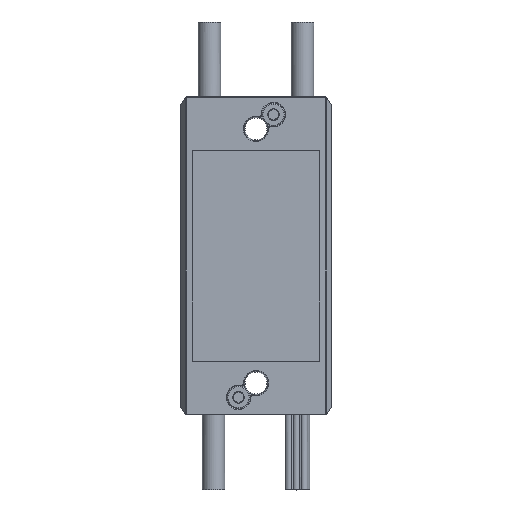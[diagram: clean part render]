
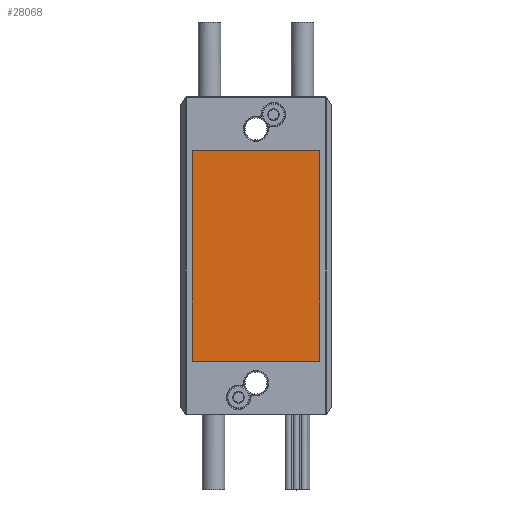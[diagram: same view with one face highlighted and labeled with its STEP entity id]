
A CAD part, front view. The second image highlights one B-rep face of the part: STEP entity #28068.
In plain terms, the highlighted planar face has unit normal (0, -1, 0).
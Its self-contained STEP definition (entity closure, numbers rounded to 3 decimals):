
#3798=LINE('',#54930,#5786);
#3799=LINE('',#54932,#5787);
#3800=LINE('',#54934,#5788);
#3801=LINE('',#54935,#5789);
#5786=VECTOR('',#37272,1000.);
#5787=VECTOR('',#37273,1000.);
#5788=VECTOR('',#37274,1000.);
#5789=VECTOR('',#37275,1000.);
#9490=FACE_OUTER_BOUND('',#11136,.T.);
#11136=EDGE_LOOP('',(#24775,#24776,#24777,#24778));
#14038=VERTEX_POINT('',#54928);
#14039=VERTEX_POINT('',#54929);
#14040=VERTEX_POINT('',#54931);
#14041=VERTEX_POINT('',#54933);
#17723=EDGE_CURVE('',#14038,#14039,#3798,.T.);
#17724=EDGE_CURVE('',#14039,#14040,#3799,.T.);
#17725=EDGE_CURVE('',#14040,#14041,#3800,.T.);
#17726=EDGE_CURVE('',#14041,#14038,#3801,.T.);
#24775=ORIENTED_EDGE('',*,*,#17723,.T.);
#24776=ORIENTED_EDGE('',*,*,#17724,.T.);
#24777=ORIENTED_EDGE('',*,*,#17725,.T.);
#24778=ORIENTED_EDGE('',*,*,#17726,.T.);
#26633=PLANE('',#30621);
#28068=ADVANCED_FACE('',(#9490),#26633,.T.);
#30621=AXIS2_PLACEMENT_3D('',#54927,#37270,#37271);
#37270=DIRECTION('center_axis',(0.,-1.,0.));
#37271=DIRECTION('ref_axis',(1.,0.,0.));
#37272=DIRECTION('',(0.,0.,1.));
#37273=DIRECTION('',(-1.,0.,0.));
#37274=DIRECTION('',(0.,0.,-1.));
#37275=DIRECTION('',(1.,0.,0.));
#54927=CARTESIAN_POINT('Origin',(0.,-7.42,0.));
#54928=CARTESIAN_POINT('',(12.7,-7.42,-21.));
#54929=CARTESIAN_POINT('',(12.7,-7.42,21.));
#54930=CARTESIAN_POINT('',(12.7,-7.42,21.));
#54931=CARTESIAN_POINT('',(-12.7,-7.42,21.));
#54932=CARTESIAN_POINT('',(-12.7,-7.42,21.));
#54933=CARTESIAN_POINT('',(-12.7,-7.42,-21.));
#54934=CARTESIAN_POINT('',(-12.7,-7.42,21.));
#54935=CARTESIAN_POINT('',(-12.7,-7.42,-21.));
